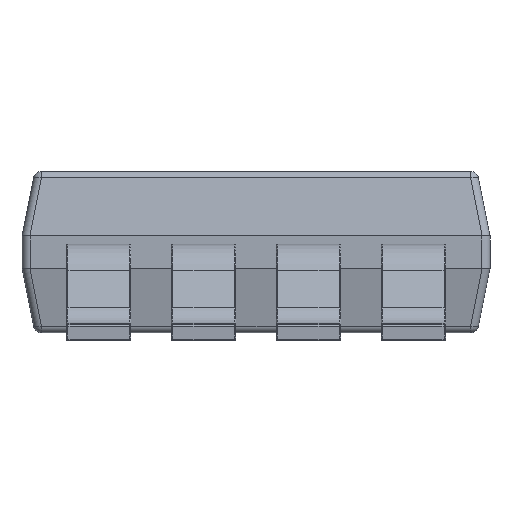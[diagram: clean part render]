
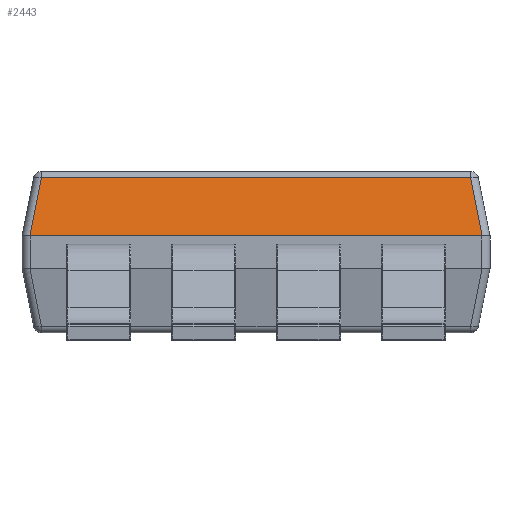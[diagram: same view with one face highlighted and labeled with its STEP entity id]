
A CAD part, left-side view. The second image highlights one B-rep face of the part: STEP entity #2443.
In plain terms, the highlighted planar face has unit normal (-0.981, 0, 0.196).
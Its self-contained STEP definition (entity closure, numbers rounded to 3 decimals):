
#386 = EDGE_CURVE ( 'NONE', #25906, #20628, #3442, .T. ) ;
#636 = CARTESIAN_POINT ( 'NONE',  ( -0.728, -1.329, 1.06 ) ) ;
#1609 = CARTESIAN_POINT ( 'NONE',  ( -0.8, 1.45, 0.7 ) ) ;
#2443 = ADVANCED_FACE ( 'NONE', ( #14143 ), #14429, .T. ) ;
#3001 = VECTOR ( 'NONE', #23653, 1000. ) ;
#3129 = DIRECTION ( 'NONE',  ( 0.192, 0.192, 0.962 ) ) ;
#3216 = ORIENTED_EDGE ( 'NONE', *, *, #15732, .F. ) ;
#3442 = LINE ( 'NONE', #17027, #10531 ) ;
#6504 = CARTESIAN_POINT ( 'NONE',  ( -0.8, 1.401, 0.7 ) ) ;
#6694 = CARTESIAN_POINT ( 'NONE',  ( -0.8, -1.401, 0.7 ) ) ;
#6799 = CARTESIAN_POINT ( 'NONE',  ( -0.8, 1.4, 0.7 ) ) ;
#7500 = CARTESIAN_POINT ( 'NONE',  ( -0.671, -1.272, 1.345 ) ) ;
#8339 = CARTESIAN_POINT ( 'NONE',  ( -0.8, -1.4, 0.7 ) ) ;
#8449 = DIRECTION ( 'NONE',  ( 0., 1., 0. ) ) ;
#9046 = CARTESIAN_POINT ( 'NONE',  ( -0.8, 1.401, 0.7 ) ) ;
#9211 = EDGE_CURVE ( 'NONE', #20319, #25906, #12614, .T. ) ;
#9764 =( BOUNDED_CURVE ( )  B_SPLINE_CURVE ( 3, ( #8339, #26123, #19781, #25837 ),
 .UNSPECIFIED., .F., .F. ) 
 B_SPLINE_CURVE_WITH_KNOTS ( ( 4, 4 ),
 ( 0., 0.019 ),
 .UNSPECIFIED. ) 
 CURVE ( )  GEOMETRIC_REPRESENTATION_ITEM ( )  RATIONAL_B_SPLINE_CURVE ( ( 1., 1., 1., 1. ) ) 
 REPRESENTATION_ITEM ( '' )  );
#9956 = EDGE_CURVE ( 'NONE', #25065, #22580, #9764, .T. ) ;
#10531 = VECTOR ( 'NONE', #25739, 1000. ) ;
#11587 = CARTESIAN_POINT ( 'NONE',  ( -0.728, 1.329, 1.06 ) ) ;
#11703 = VECTOR ( 'NONE', #8449, 1000. ) ;
#11825 = EDGE_CURVE ( 'NONE', #22580, #20319, #18793, .T. ) ;
#12476 = CARTESIAN_POINT ( 'NONE',  ( -0.8, 1.4, 0.7 ) ) ;
#12614 = LINE ( 'NONE', #26255, #3001 ) ;
#13048 = LINE ( 'NONE', #1609, #11703 ) ;
#13905 = EDGE_CURVE ( 'NONE', #20628, #19407, #14842, .T. ) ;
#14143 = FACE_OUTER_BOUND ( 'NONE', #29032, .T. ) ;
#14429 = PLANE ( 'NONE',  #15632 ) ;
#14745 = DIRECTION ( 'NONE',  ( 0., 1., 0. ) ) ;
#14842 =( BOUNDED_CURVE ( )  B_SPLINE_CURVE ( 3, ( #6504, #9046, #6799, #29052 ),
 .UNSPECIFIED., .F., .F. ) 
 B_SPLINE_CURVE_WITH_KNOTS ( ( 4, 4 ),
 ( 6.264, 6.283 ),
 .UNSPECIFIED. ) 
 CURVE ( )  GEOMETRIC_REPRESENTATION_ITEM ( )  RATIONAL_B_SPLINE_CURVE ( ( 1., 1., 1., 1. ) ) 
 REPRESENTATION_ITEM ( '' )  );
#15632 = AXIS2_PLACEMENT_3D ( 'NONE', #18933, #21020, #14745 ) ;
#15732 = EDGE_CURVE ( 'NONE', #25065, #19407, #13048, .T. ) ;
#17027 = CARTESIAN_POINT ( 'NONE',  ( -0.671, 1.272, 1.345 ) ) ;
#18793 = LINE ( 'NONE', #7500, #28476 ) ;
#18933 = CARTESIAN_POINT ( 'NONE',  ( -0.72, 0., 1.1 ) ) ;
#18936 = ORIENTED_EDGE ( 'NONE', *, *, #9211, .T. ) ;
#19407 = VERTEX_POINT ( 'NONE', #12476 ) ;
#19781 = CARTESIAN_POINT ( 'NONE',  ( -0.8, -1.401, 0.7 ) ) ;
#20319 = VERTEX_POINT ( 'NONE', #636 ) ;
#20628 = VERTEX_POINT ( 'NONE', #23498 ) ;
#21020 = DIRECTION ( 'NONE',  ( -0.981, 0., 0.196 ) ) ;
#21391 = ORIENTED_EDGE ( 'NONE', *, *, #13905, .T. ) ;
#22580 = VERTEX_POINT ( 'NONE', #6694 ) ;
#23498 = CARTESIAN_POINT ( 'NONE',  ( -0.8, 1.401, 0.7 ) ) ;
#23653 = DIRECTION ( 'NONE',  ( 0., 1., 0. ) ) ;
#24759 = CARTESIAN_POINT ( 'NONE',  ( -0.8, -1.4, 0.7 ) ) ;
#25065 = VERTEX_POINT ( 'NONE', #24759 ) ;
#25288 = ORIENTED_EDGE ( 'NONE', *, *, #386, .T. ) ;
#25687 = ORIENTED_EDGE ( 'NONE', *, *, #9956, .T. ) ;
#25739 = DIRECTION ( 'NONE',  ( -0.192, 0.192, -0.962 ) ) ;
#25837 = CARTESIAN_POINT ( 'NONE',  ( -0.8, -1.401, 0.7 ) ) ;
#25906 = VERTEX_POINT ( 'NONE', #11587 ) ;
#26123 = CARTESIAN_POINT ( 'NONE',  ( -0.8, -1.4, 0.7 ) ) ;
#26255 = CARTESIAN_POINT ( 'NONE',  ( -0.728, 0., 1.06 ) ) ;
#28476 = VECTOR ( 'NONE', #3129, 1000. ) ;
#28845 = ORIENTED_EDGE ( 'NONE', *, *, #11825, .T. ) ;
#29032 = EDGE_LOOP ( 'NONE', ( #25288, #21391, #3216, #25687, #28845, #18936 ) ) ;
#29052 = CARTESIAN_POINT ( 'NONE',  ( -0.8, 1.4, 0.7 ) ) ;
